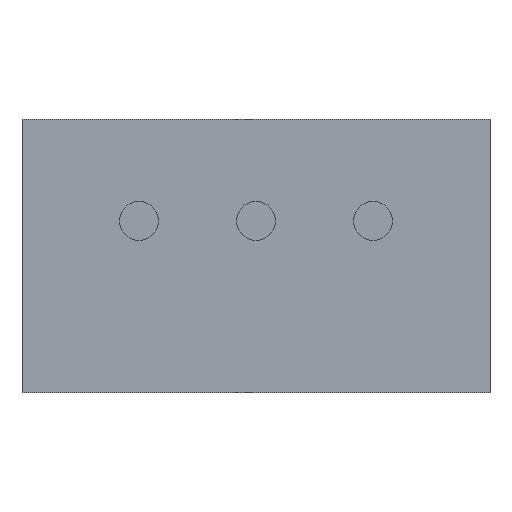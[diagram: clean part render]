
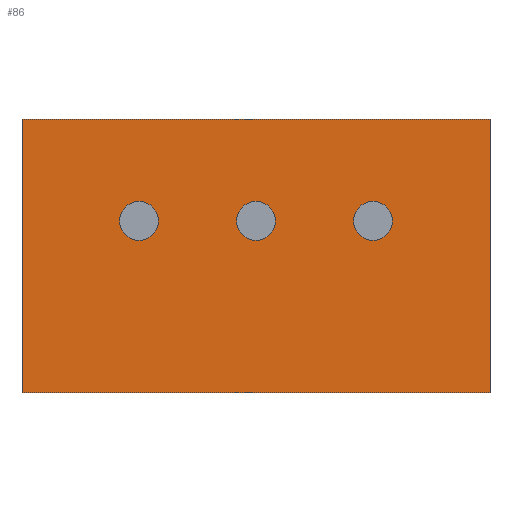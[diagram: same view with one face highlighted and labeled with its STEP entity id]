
A CAD part, front view. The second image highlights one B-rep face of the part: STEP entity #86.
In plain terms, the highlighted planar face has unit normal (0, -1, 0).
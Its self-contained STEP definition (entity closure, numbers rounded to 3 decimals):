
#48 = VERTEX_POINT ( 'NONE', #623 ) ;
#50 = EDGE_CURVE ( 'NONE', #51, #48, #622, .T. ) ;
#51 = VERTEX_POINT ( 'NONE', #617 ) ;
#53 = VERTEX_POINT ( 'NONE', #616 ) ;
#55 = EDGE_CURVE ( 'NONE', #56, #53, #615, .T. ) ;
#56 = VERTEX_POINT ( 'NONE', #610 ) ;
#82 = VERTEX_POINT ( 'NONE', #647 ) ;
#86 = ADVANCED_FACE ( 'NONE', ( #641, #640, #639, #638 ), #566, .F. ) ;
#87 = EDGE_LOOP ( 'NONE', ( #88, #89 ) ) ;
#88 = ORIENTED_EDGE ( 'NONE', *, *, #50, .T. ) ;
#89 = ORIENTED_EDGE ( 'NONE', *, *, #90, .T. ) ;
#90 = EDGE_CURVE ( 'NONE', #48, #51, #561, .T. ) ;
#91 = EDGE_LOOP ( 'NONE', ( #92, #93 ) ) ;
#92 = ORIENTED_EDGE ( 'NONE', *, *, #226, .T. ) ;
#93 = ORIENTED_EDGE ( 'NONE', *, *, #94, .T. ) ;
#94 = EDGE_CURVE ( 'NONE', #82, #227, #556, .T. ) ;
#95 = EDGE_LOOP ( 'NONE', ( #156, #157 ) ) ;
#109 = VERTEX_POINT ( 'NONE', #826 ) ;
#111 = EDGE_CURVE ( 'NONE', #112, #109, #825, .T. ) ;
#112 = VERTEX_POINT ( 'NONE', #821 ) ;
#151 = ORIENTED_EDGE ( 'NONE', *, *, #152, .F. ) ;
#152 = EDGE_CURVE ( 'NONE', #153, #162, #925, .T. ) ;
#153 = VERTEX_POINT ( 'NONE', #921 ) ;
#154 = ORIENTED_EDGE ( 'NONE', *, *, #155, .F. ) ;
#155 = EDGE_CURVE ( 'NONE', #112, #153, #920, .T. ) ;
#156 = ORIENTED_EDGE ( 'NONE', *, *, #55, .T. ) ;
#157 = ORIENTED_EDGE ( 'NONE', *, *, #158, .T. ) ;
#158 = EDGE_CURVE ( 'NONE', #53, #56, #916, .T. ) ;
#159 = EDGE_LOOP ( 'NONE', ( #160, #151, #154, #428 ) ) ;
#160 = ORIENTED_EDGE ( 'NONE', *, *, #161, .T. ) ;
#161 = EDGE_CURVE ( 'NONE', #109, #162, #911, .T. ) ;
#162 = VERTEX_POINT ( 'NONE', #907 ) ;
#226 = EDGE_CURVE ( 'NONE', #227, #82, #1044, .T. ) ;
#227 = VERTEX_POINT ( 'NONE', #1039 ) ;
#428 = ORIENTED_EDGE ( 'NONE', *, *, #111, .T. ) ;
#552 = DIRECTION ( 'NONE',  ( 0., 0., 1. ) ) ;
#553 = DIRECTION ( 'NONE',  ( 0., 1., 0. ) ) ;
#554 = CARTESIAN_POINT ( 'NONE',  ( 0., 0., -1.3 ) ) ;
#555 = AXIS2_PLACEMENT_3D ( 'NONE', #554, #553, #552 ) ;
#556 = CIRCLE ( 'NONE', #555, 0.25 ) ;
#557 = DIRECTION ( 'NONE',  ( 0., 0., 1. ) ) ;
#558 = DIRECTION ( 'NONE',  ( 0., 1., 0. ) ) ;
#559 = CARTESIAN_POINT ( 'NONE',  ( 1.5, 0., -1.3 ) ) ;
#560 = AXIS2_PLACEMENT_3D ( 'NONE', #559, #558, #557 ) ;
#561 = CIRCLE ( 'NONE', #560, 0.25 ) ;
#562 = DIRECTION ( 'NONE',  ( 0., 0., 1. ) ) ;
#563 = DIRECTION ( 'NONE',  ( 0., 1., 0. ) ) ;
#564 = CARTESIAN_POINT ( 'NONE',  ( 3., 0., 0. ) ) ;
#565 = AXIS2_PLACEMENT_3D ( 'NONE', #564, #563, #562 ) ;
#566 = PLANE ( 'NONE',  #565 ) ;
#610 = CARTESIAN_POINT ( 'NONE',  ( -1.5, 0., -1.05 ) ) ;
#611 = DIRECTION ( 'NONE',  ( 0., 0., 1. ) ) ;
#612 = DIRECTION ( 'NONE',  ( 0., 1., 0. ) ) ;
#613 = CARTESIAN_POINT ( 'NONE',  ( -1.5, 0., -1.3 ) ) ;
#614 = AXIS2_PLACEMENT_3D ( 'NONE', #613, #612, #611 ) ;
#615 = CIRCLE ( 'NONE', #614, 0.25 ) ;
#616 = CARTESIAN_POINT ( 'NONE',  ( -1.5, 0., -1.55 ) ) ;
#617 = CARTESIAN_POINT ( 'NONE',  ( 1.5, 0., -1.05 ) ) ;
#618 = DIRECTION ( 'NONE',  ( 0., 0., 1. ) ) ;
#619 = DIRECTION ( 'NONE',  ( 0., 1., 0. ) ) ;
#620 = CARTESIAN_POINT ( 'NONE',  ( 1.5, 0., -1.3 ) ) ;
#621 = AXIS2_PLACEMENT_3D ( 'NONE', #620, #619, #618 ) ;
#622 = CIRCLE ( 'NONE', #621, 0.25 ) ;
#623 = CARTESIAN_POINT ( 'NONE',  ( 1.5, 0., -1.55 ) ) ;
#638 = FACE_OUTER_BOUND ( 'NONE', #159, .T. ) ;
#639 = FACE_BOUND ( 'NONE', #95, .T. ) ;
#640 = FACE_BOUND ( 'NONE', #91, .T. ) ;
#641 = FACE_BOUND ( 'NONE', #87, .T. ) ;
#647 = CARTESIAN_POINT ( 'NONE',  ( 0., 0., -1.55 ) ) ;
#821 = CARTESIAN_POINT ( 'NONE',  ( 3., 0., 0. ) ) ;
#822 = DIRECTION ( 'NONE',  ( -1., 0., 0. ) ) ;
#823 = VECTOR ( 'NONE', #822, 1000. ) ;
#824 = CARTESIAN_POINT ( 'NONE',  ( 3., 0., 0. ) ) ;
#825 = LINE ( 'NONE', #824, #823 ) ;
#826 = CARTESIAN_POINT ( 'NONE',  ( -3., 0., 0. ) ) ;
#907 = CARTESIAN_POINT ( 'NONE',  ( -3., 0., -3.5 ) ) ;
#908 = DIRECTION ( 'NONE',  ( 0., 0., -1. ) ) ;
#909 = VECTOR ( 'NONE', #908, 1000. ) ;
#910 = CARTESIAN_POINT ( 'NONE',  ( -3., 0., 0. ) ) ;
#911 = LINE ( 'NONE', #910, #909 ) ;
#912 = DIRECTION ( 'NONE',  ( 0., 0., 1. ) ) ;
#913 = DIRECTION ( 'NONE',  ( 0., 1., 0. ) ) ;
#914 = CARTESIAN_POINT ( 'NONE',  ( -1.5, 0., -1.3 ) ) ;
#915 = AXIS2_PLACEMENT_3D ( 'NONE', #914, #913, #912 ) ;
#916 = CIRCLE ( 'NONE', #915, 0.25 ) ;
#917 = DIRECTION ( 'NONE',  ( 0., 0., -1. ) ) ;
#918 = VECTOR ( 'NONE', #917, 1000. ) ;
#919 = CARTESIAN_POINT ( 'NONE',  ( 3., 0., 0. ) ) ;
#920 = LINE ( 'NONE', #919, #918 ) ;
#921 = CARTESIAN_POINT ( 'NONE',  ( 3., 0., -3.5 ) ) ;
#922 = DIRECTION ( 'NONE',  ( -1., 0., 0. ) ) ;
#923 = VECTOR ( 'NONE', #922, 1000. ) ;
#924 = CARTESIAN_POINT ( 'NONE',  ( 3., 0., -3.5 ) ) ;
#925 = LINE ( 'NONE', #924, #923 ) ;
#1039 = CARTESIAN_POINT ( 'NONE',  ( 0., 0., -1.05 ) ) ;
#1040 = DIRECTION ( 'NONE',  ( 0., 0., 1. ) ) ;
#1041 = DIRECTION ( 'NONE',  ( 0., 1., 0. ) ) ;
#1042 = CARTESIAN_POINT ( 'NONE',  ( 0., 0., -1.3 ) ) ;
#1043 = AXIS2_PLACEMENT_3D ( 'NONE', #1042, #1041, #1040 ) ;
#1044 = CIRCLE ( 'NONE', #1043, 0.25 ) ;
